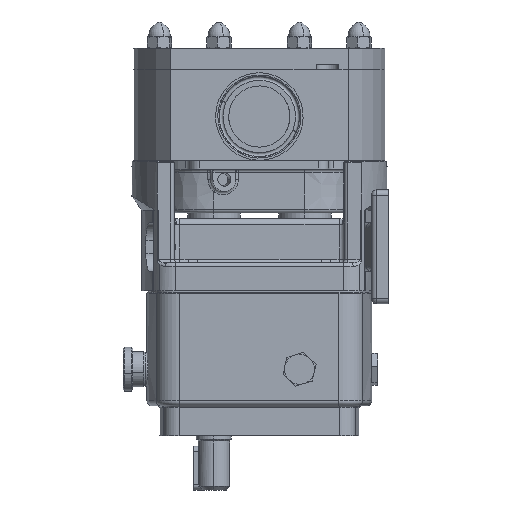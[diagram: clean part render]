
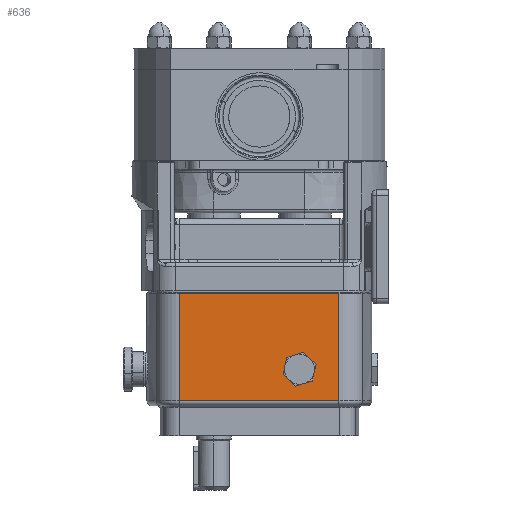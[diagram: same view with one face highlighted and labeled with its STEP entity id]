
A CAD part, left-side view. The second image highlights one B-rep face of the part: STEP entity #636.
In plain terms, the highlighted planar face has unit normal (-1, 0, 0).
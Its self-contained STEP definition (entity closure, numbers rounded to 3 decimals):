
#190 = ORIENTED_EDGE ( 'NONE', *, *, #14811, .T. ) ;
#321 = DIRECTION ( 'NONE',  ( 0., 0.73, 0.683 ) ) ;
#358 = VERTEX_POINT ( 'NONE', #18860 ) ;
#636 = ADVANCED_FACE ( 'NONE', ( #14347, #19953 ), #6787, .F. ) ;
#984 = VECTOR ( 'NONE', #9209, 1000. ) ;
#1141 = CARTESIAN_POINT ( 'NONE',  ( -46.005, 45.477, -75.4 ) ) ;
#1345 = VERTEX_POINT ( 'NONE', #14816 ) ;
#1675 = CARTESIAN_POINT ( 'NONE',  ( -46.005, -45.477, -75.4 ) ) ;
#1687 = CARTESIAN_POINT ( 'NONE',  ( -46.005, 8.882, -100.801 ) ) ;
#1718 = EDGE_CURVE ( 'NONE', #9865, #6599, #21375, .T. ) ;
#2373 = VECTOR ( 'NONE', #8813, 1000. ) ;
#3144 = DIRECTION ( 'NONE',  ( 0., 0., 1. ) ) ;
#3570 = AXIS2_PLACEMENT_3D ( 'NONE', #23730, #4920, #14117 ) ;
#3799 = DIRECTION ( 'NONE',  ( 0., 0.957, -0.291 ) ) ;
#3837 = LINE ( 'NONE', #4198, #8206 ) ;
#4186 = EDGE_CURVE ( 'NONE', #9865, #10805, #18225, .T. ) ;
#4198 = CARTESIAN_POINT ( 'NONE',  ( -46.005, 45.477, -75.4 ) ) ;
#4244 = CARTESIAN_POINT ( 'NONE',  ( -46.005, -30.227, -125.664 ) ) ;
#4790 = ORIENTED_EDGE ( 'NONE', *, *, #7172, .T. ) ;
#4920 = DIRECTION ( 'NONE',  ( 1., 0., 0. ) ) ;
#5759 = VECTOR ( 'NONE', #3144, 1000. ) ;
#6555 = DIRECTION ( 'NONE',  ( 0., -0.73, -0.683 ) ) ;
#6599 = VERTEX_POINT ( 'NONE', #7206 ) ;
#6787 = PLANE ( 'NONE',  #3570 ) ;
#7172 = EDGE_CURVE ( 'NONE', #14449, #358, #14714, .T. ) ;
#7206 = CARTESIAN_POINT ( 'NONE',  ( -46.005, -45.477, -136.9 ) ) ;
#7244 = DIRECTION ( 'NONE',  ( 0., -0.227, 0.974 ) ) ;
#7272 = EDGE_CURVE ( 'NONE', #1345, #7531, #13380, .T. ) ;
#7515 = ORIENTED_EDGE ( 'NONE', *, *, #4186, .F. ) ;
#7531 = VERTEX_POINT ( 'NONE', #10789 ) ;
#8206 = VECTOR ( 'NONE', #19115, 1000. ) ;
#8813 = DIRECTION ( 'NONE',  ( 0., 0.227, -0.974 ) ) ;
#9031 = VERTEX_POINT ( 'NONE', #1675 ) ;
#9209 = DIRECTION ( 'NONE',  ( 0., 0., 1. ) ) ;
#9865 = VERTEX_POINT ( 'NONE', #10528 ) ;
#9927 = EDGE_CURVE ( 'NONE', #21425, #14449, #10759, .T. ) ;
#10522 = CARTESIAN_POINT ( 'NONE',  ( -46.005, -45.477, -139.9 ) ) ;
#10528 = CARTESIAN_POINT ( 'NONE',  ( -46.005, 45.477, -136.9 ) ) ;
#10759 = LINE ( 'NONE', #18429, #2373 ) ;
#10789 = CARTESIAN_POINT ( 'NONE',  ( -46.005, -25.244, -109.259 ) ) ;
#10805 = VERTEX_POINT ( 'NONE', #1141 ) ;
#11386 = ORIENTED_EDGE ( 'NONE', *, *, #13800, .T. ) ;
#11537 = CARTESIAN_POINT ( 'NONE',  ( -46.005, -32.471, -116.023 ) ) ;
#12135 = CARTESIAN_POINT ( 'NONE',  ( -46.005, -45.477, -136.9 ) ) ;
#12797 = VECTOR ( 'NONE', #321, 1000. ) ;
#13021 = CARTESIAN_POINT ( 'NONE',  ( -46.005, 43.042, -147.917 ) ) ;
#13380 = LINE ( 'NONE', #15074, #14004 ) ;
#13800 = EDGE_CURVE ( 'NONE', #13865, #1345, #18110, .T. ) ;
#13865 = VERTEX_POINT ( 'NONE', #20301 ) ;
#14004 = VECTOR ( 'NONE', #20803, 1000. ) ;
#14117 = DIRECTION ( 'NONE',  ( 0., -1., 0. ) ) ;
#14311 = EDGE_CURVE ( 'NONE', #358, #13865, #18550, .T. ) ;
#14347 = FACE_BOUND ( 'NONE', #21677, .T. ) ;
#14449 = VERTEX_POINT ( 'NONE', #4244 ) ;
#14714 = LINE ( 'NONE', #13021, #19430 ) ;
#14811 = EDGE_CURVE ( 'NONE', #7531, #21425, #17784, .T. ) ;
#14816 = CARTESIAN_POINT ( 'NONE',  ( -46.005, -15.773, -112.136 ) ) ;
#15074 = CARTESIAN_POINT ( 'NONE',  ( -46.005, 48.025, -131.512 ) ) ;
#17046 = VECTOR ( 'NONE', #7244, 1000. ) ;
#17099 = EDGE_CURVE ( 'NONE', #6599, #9031, #19901, .T. ) ;
#17748 = ORIENTED_EDGE ( 'NONE', *, *, #14311, .T. ) ;
#17784 = LINE ( 'NONE', #23752, #24123 ) ;
#18110 = LINE ( 'NONE', #23958, #17046 ) ;
#18225 = LINE ( 'NONE', #20184, #984 ) ;
#18429 = CARTESIAN_POINT ( 'NONE',  ( -46.005, -23.191, -155.887 ) ) ;
#18550 = LINE ( 'NONE', #1687, #12797 ) ;
#18860 = CARTESIAN_POINT ( 'NONE',  ( -46.005, -20.756, -128.541 ) ) ;
#18997 = EDGE_CURVE ( 'NONE', #9031, #10805, #3837, .T. ) ;
#19115 = DIRECTION ( 'NONE',  ( 0., 1., 0. ) ) ;
#19430 = VECTOR ( 'NONE', #3799, 1000. ) ;
#19548 = DIRECTION ( 'NONE',  ( 0., -1., 0. ) ) ;
#19901 = LINE ( 'NONE', #10522, #5759 ) ;
#19953 = FACE_OUTER_BOUND ( 'NONE', #23593, .T. ) ;
#20037 = VECTOR ( 'NONE', #19548, 1000. ) ;
#20111 = ORIENTED_EDGE ( 'NONE', *, *, #9927, .T. ) ;
#20184 = CARTESIAN_POINT ( 'NONE',  ( -46.005, 45.477, -139.9 ) ) ;
#20301 = CARTESIAN_POINT ( 'NONE',  ( -46.005, -13.529, -121.777 ) ) ;
#20803 = DIRECTION ( 'NONE',  ( 0., -0.957, 0.291 ) ) ;
#20883 = ORIENTED_EDGE ( 'NONE', *, *, #17099, .T. ) ;
#21375 = LINE ( 'NONE', #12135, #20037 ) ;
#21425 = VERTEX_POINT ( 'NONE', #11537 ) ;
#21677 = EDGE_LOOP ( 'NONE', ( #4790, #17748, #11386, #23712, #190, #20111 ) ) ;
#23188 = ORIENTED_EDGE ( 'NONE', *, *, #1718, .T. ) ;
#23593 = EDGE_LOOP ( 'NONE', ( #7515, #23188, #20883, #24102 ) ) ;
#23712 = ORIENTED_EDGE ( 'NONE', *, *, #7272, .T. ) ;
#23730 = CARTESIAN_POINT ( 'NONE',  ( -46.005, 45.477, -139.9 ) ) ;
#23752 = CARTESIAN_POINT ( 'NONE',  ( -46.005, -2.834, -88.284 ) ) ;
#23958 = CARTESIAN_POINT ( 'NONE',  ( -46.005, -6.492, -151.999 ) ) ;
#24102 = ORIENTED_EDGE ( 'NONE', *, *, #18997, .T. ) ;
#24123 = VECTOR ( 'NONE', #6555, 1000. ) ;
